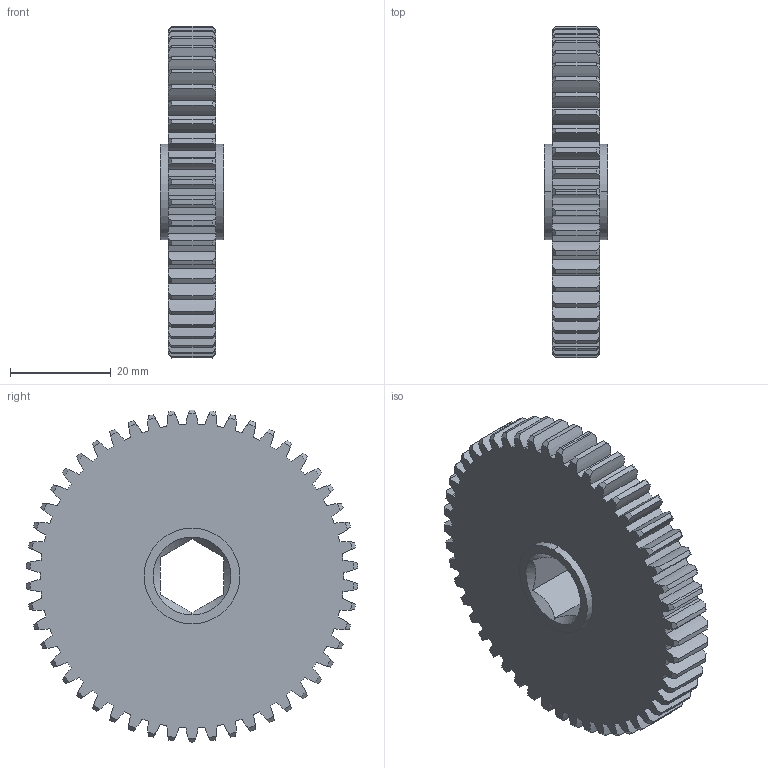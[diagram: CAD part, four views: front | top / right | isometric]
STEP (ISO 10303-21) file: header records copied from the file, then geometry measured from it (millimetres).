
FILE_DESCRIPTION (( 'STEP AP203' ), '1' );
FILE_NAME ('am-4715 50T 20DP 500hex 375 FW.STEP', '2022-05-23T16:51:01', ( '' ), ( '' ), 'SwSTEP 2.0', 'SolidWorks 2021', '' );
FILE_SCHEMA (( 'CONFIG_CONTROL_DESIGN' ));
Length unit declared in the file: inch
Products named in the file (1): am-4715 50T 20DP 500hex 375 FW
Bounding box: 12.7 x 65.97 x 66.04 mm (x, y, z)
Volume: 28775.2 mm3; surface area: 10509.4 mm2
Topology: 1 solids, 1 shells, 323 faces, 953 edges, 634 vertices
Faces by surface type: cylinder 209, cone 104, plane 10
Entity records: 11456 total; most frequent: CARTESIAN_POINT 2663, ORIENTED_EDGE 1906, DIRECTION 1903, EDGE_CURVE 953, AXIS2_PLACEMENT_3D 842, VERTEX_POINT 634, CIRCLE 518, EDGE_LOOP 327
